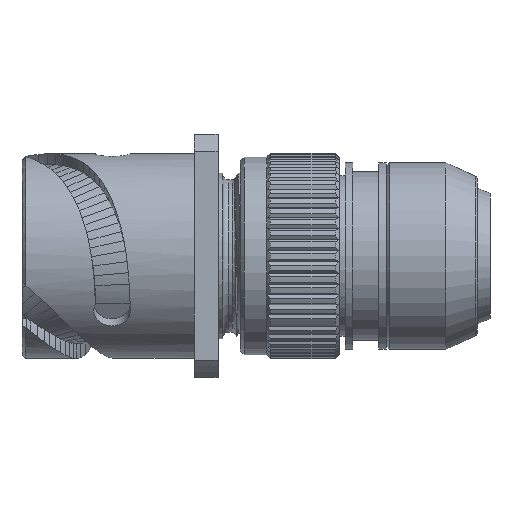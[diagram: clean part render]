
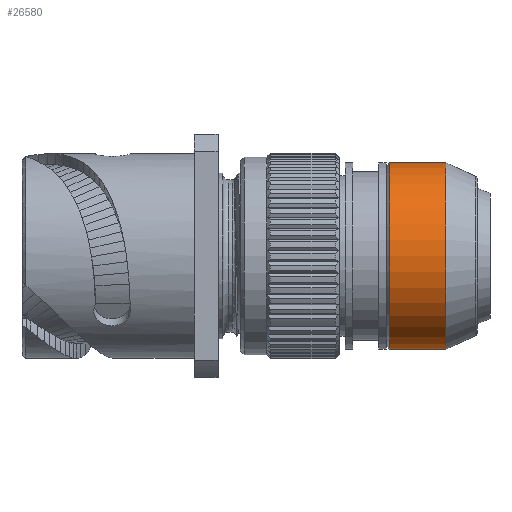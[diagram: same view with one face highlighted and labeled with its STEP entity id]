
A CAD part, top view. The second image highlights one B-rep face of the part: STEP entity #26580.
In plain terms, the highlighted cylindrical face has radius 12.5 mm (diameter 25 mm), a partial arc.
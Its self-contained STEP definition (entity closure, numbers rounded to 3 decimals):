
#6703=CARTESIAN_POINT('',(49.25,0.,0.));
#6704=DIRECTION('',(1.,0.,0.));
#6705=DIRECTION('',(0.,1.,0.));
#6706=AXIS2_PLACEMENT_3D('',#6703,#6704,#6705);
#6721=DIRECTION('',(-1.,0.,0.));
#6722=VECTOR('',#6721,7.5);
#6723=CARTESIAN_POINT('',(56.75,12.5,0.));
#6724=LINE('2442',#6723,#6722);
#6725=DIRECTION('',(-1.,0.,0.));
#6726=VECTOR('',#6725,7.5);
#6727=CARTESIAN_POINT('',(56.75,-12.5,0.));
#6728=LINE('2443',#6727,#6726);
#6734=CARTESIAN_POINT('',(56.75,0.,0.));
#6735=DIRECTION('',(1.,0.,0.));
#6736=DIRECTION('',(0.,1.,0.));
#6737=AXIS2_PLACEMENT_3D('',#6734,#6735,#6736);
#13494=CARTESIAN_POINT('',(56.75,12.5,0.));
#13495=CARTESIAN_POINT('',(49.25,12.5,0.));
#13496=VERTEX_POINT('',#13494);
#13497=VERTEX_POINT('',#13495);
#13498=CARTESIAN_POINT('',(56.75,-12.5,0.));
#13499=CARTESIAN_POINT('',(49.25,-12.5,0.));
#13500=VERTEX_POINT('',#13498);
#13501=VERTEX_POINT('',#13499);
#26568=CARTESIAN_POINT('',(48.14,0.,0.));
#26569=DIRECTION('',(1.,0.,0.));
#26570=DIRECTION('',(0.,-1.,0.));
#26571=AXIS2_PLACEMENT_3D('',#26568,#26569,#26570);
#26572=CYLINDRICAL_SURFACE('758',#26571,12.5);
#26573=ORIENTED_EDGE('2442',*,*,#26551,.F.);
#26575=ORIENTED_EDGE('2444',*,*,#26574,.T.);
#26576=ORIENTED_EDGE('2443',*,*,#26554,.T.);
#26577=ORIENTED_EDGE('2446',*,*,#26512,.F.);
#26578=EDGE_LOOP('758',(#26573,#26575,#26576,#26577));
#26579=FACE_OUTER_BOUND('758',#26578,.F.);
#6707=CIRCLE('2446',#6706,12.5);
#6738=CIRCLE('2444',#6737,12.5);
#26512=EDGE_CURVE('2446',#13497,#13501,#6707,.T.);
#26551=EDGE_CURVE('2442',#13496,#13497,#6724,.T.);
#26554=EDGE_CURVE('2443',#13500,#13501,#6728,.T.);
#26574=EDGE_CURVE('2444',#13496,#13500,#6738,.T.);
#26580=ADVANCED_FACE('758',(#26579),#26572,.T.);
